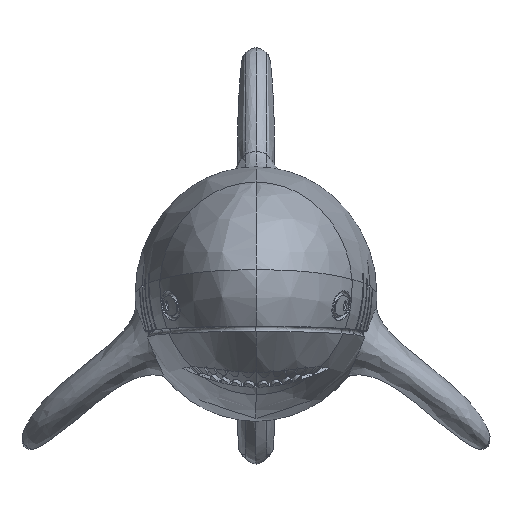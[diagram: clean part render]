
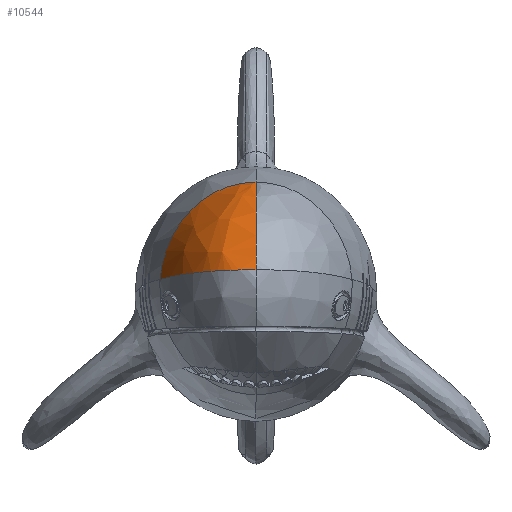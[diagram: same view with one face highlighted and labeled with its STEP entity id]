
A CAD part, front view. The second image highlights one B-rep face of the part: STEP entity #10544.
In plain terms, the highlighted free-form (B-spline) face has degree [3, 3] with [7, 6] control points.
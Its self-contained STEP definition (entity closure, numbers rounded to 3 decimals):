
#119=(
BOUNDED_CURVE()
B_SPLINE_CURVE(5,(#21102,#21103,#21104,#21105,#21106,#21107,#21108,#21109,
#21110,#21111,#21112,#21113,#21114,#21115,#21116,#21117,#21118,#21119,#21120),
 .UNSPECIFIED.,.F.,.F.)
B_SPLINE_CURVE_WITH_KNOTS((6,1,1,5,5,1,6),(0.376,0.4,0.45,0.499,
0.499,0.5,0.5),.UNSPECIFIED.)
CURVE()
GEOMETRIC_REPRESENTATION_ITEM()
RATIONAL_B_SPLINE_CURVE((1.,1.,1.,1.,1.,1.,1.,1.,1.,1.,1.,1.,1.,1.,1.,1.,
1.,1.,1.))
REPRESENTATION_ITEM('')
);
#151=ELLIPSE('',#11109,29.217,26.407);
#611=FACE_OUTER_BOUND('',#1218,.T.);
#1218=EDGE_LOOP('',(#7182,#7183,#7184));
#1963=B_SPLINE_CURVE_WITH_KNOTS('',3,(#20233,#20234,#20235,#20236,#20237,
#20238,#20239,#20240,#20241,#20242),.UNSPECIFIED.,.F.,.F.,(4,3,3,4),(-5.643,
-4.031,-2.418,0.),.UNSPECIFIED.);
#3959=VERTEX_POINT('',#13857);
#3960=VERTEX_POINT('',#13862);
#4118=VERTEX_POINT('',#20225);
#5072=EDGE_CURVE('',#3960,#3959,#151,.T.);
#5290=EDGE_CURVE('',#4118,#3959,#1963,.T.);
#5316=EDGE_CURVE('',#3960,#4118,#119,.T.);
#7182=ORIENTED_EDGE('',*,*,#5290,.F.);
#7183=ORIENTED_EDGE('',*,*,#5316,.F.);
#7184=ORIENTED_EDGE('',*,*,#5072,.T.);
#10086=B_SPLINE_SURFACE_WITH_KNOTS('',3,3,((#21060,#21061,#21062,#21063,
#21064,#21065),(#21066,#21067,#21068,#21069,#21070,#21071),(#21072,#21073,
#21074,#21075,#21076,#21077),(#21078,#21079,#21080,#21081,#21082,#21083),
(#21084,#21085,#21086,#21087,#21088,#21089),(#21090,#21091,#21092,#21093,
#21094,#21095),(#21096,#21097,#21098,#21099,#21100,#21101)),
 .UNSPECIFIED.,.F.,.F.,.F.,(4,1,1,1,4),(4,1,1,4),(0.,0.136,
0.272,0.408,0.476),(0.,0.286,
0.571,1.),.UNSPECIFIED.);
#10544=ADVANCED_FACE('',(#611),#10086,.F.);
#11109=AXIS2_PLACEMENT_3D('',#13863,#11339,#11340);
#11339=DIRECTION('center_axis',(0.,-0.998,
0.064));
#11340=DIRECTION('ref_axis',(0.,0.064,0.998));
#13857=CARTESIAN_POINT('',(-26.31,-95.19,-13.158));
#13862=CARTESIAN_POINT('',(0.,-93.47,13.499));
#13863=CARTESIAN_POINT('Origin',(0.,-95.351,
-15.657));
#20225=CARTESIAN_POINT('',(0.,-128.835,-10.555));
#20233=CARTESIAN_POINT('Ctrl Pts',(0.,-128.835,-10.555));
#20234=CARTESIAN_POINT('Ctrl Pts',(-3.49,-128.835,
-10.555));
#20235=CARTESIAN_POINT('Ctrl Pts',(-6.692,-127.765,
-10.637));
#20236=CARTESIAN_POINT('Ctrl Pts',(-9.61,-125.709,
-10.796));
#20237=CARTESIAN_POINT('Ctrl Pts',(-12.527,-123.654,
-10.955));
#20238=CARTESIAN_POINT('Ctrl Pts',(-15.161,-120.613,
-11.191));
#20239=CARTESIAN_POINT('Ctrl Pts',(-17.519,-116.79,
-11.487));
#20240=CARTESIAN_POINT('Ctrl Pts',(-21.057,-111.055,
-11.93));
#20241=CARTESIAN_POINT('Ctrl Pts',(-23.978,-103.561,
-12.51));
#20242=CARTESIAN_POINT('Ctrl Pts',(-26.31,-95.19,
-13.158));
#21060=CARTESIAN_POINT('Ctrl Pts',(0.,-93.47,13.499));
#21061=CARTESIAN_POINT('Ctrl Pts',(0.,-93.47,13.499));
#21062=CARTESIAN_POINT('Ctrl Pts',(0.,-93.47,
13.499));
#21063=CARTESIAN_POINT('Ctrl Pts',(0.,-93.47,
13.499));
#21064=CARTESIAN_POINT('Ctrl Pts',(0.,-93.47,
13.499));
#21065=CARTESIAN_POINT('Ctrl Pts',(0.,-93.47,
13.499));
#21066=CARTESIAN_POINT('Ctrl Pts',(0.,-98.861,12.338));
#21067=CARTESIAN_POINT('Ctrl Pts',(-0.449,-98.653,
12.472));
#21068=CARTESIAN_POINT('Ctrl Pts',(-1.293,-98.017,
12.722));
#21069=CARTESIAN_POINT('Ctrl Pts',(-2.58,-96.271,
13.116));
#21070=CARTESIAN_POINT('Ctrl Pts',(-3.337,-94.579,
13.36));
#21071=CARTESIAN_POINT('Ctrl Pts',(-3.735,-93.47,
13.499));
#21072=CARTESIAN_POINT('Ctrl Pts',(0.,-108.968,9.441));
#21073=CARTESIAN_POINT('Ctrl Pts',(-1.387,-108.601,
9.736));
#21074=CARTESIAN_POINT('Ctrl Pts',(-3.989,-107.097,
10.279));
#21075=CARTESIAN_POINT('Ctrl Pts',(-7.906,-102.139,
11.067));
#21076=CARTESIAN_POINT('Ctrl Pts',(-10.109,-96.981,11.5));
#21077=CARTESIAN_POINT('Ctrl Pts',(-11.202,-93.584,
11.722));
#21078=CARTESIAN_POINT('Ctrl Pts',(0.,-120.782,3.009));
#21079=CARTESIAN_POINT('Ctrl Pts',(-2.638,-120.595,
3.302));
#21080=CARTESIAN_POINT('Ctrl Pts',(-7.537,-118.612,
3.769));
#21081=CARTESIAN_POINT('Ctrl Pts',(-14.724,-110.09,
4.204));
#21082=CARTESIAN_POINT('Ctrl Pts',(-18.584,-100.468,
4.238));
#21083=CARTESIAN_POINT('Ctrl Pts',(-20.419,-94.069,
4.205));
#21084=CARTESIAN_POINT('Ctrl Pts',(0.,-126.869,-4.121));
#21085=CARTESIAN_POINT('Ctrl Pts',(-3.325,-126.88,-3.966));
#21086=CARTESIAN_POINT('Ctrl Pts',(-9.435,-124.838,
-3.816));
#21087=CARTESIAN_POINT('Ctrl Pts',(-18.24,-114.64,
-4.067));
#21088=CARTESIAN_POINT('Ctrl Pts',(-22.878,-102.676,
-4.608));
#21089=CARTESIAN_POINT('Ctrl Pts',(-25.08,-94.663,
-4.996));
#21090=CARTESIAN_POINT('Ctrl Pts',(0.,-128.515,-8.923));
#21091=CARTESIAN_POINT('Ctrl Pts',(-3.475,-128.533,
-8.882));
#21092=CARTESIAN_POINT('Ctrl Pts',(-9.849,-126.428,
-8.968));
#21093=CARTESIAN_POINT('Ctrl Pts',(-19.011,-115.848,-9.65));
#21094=CARTESIAN_POINT('Ctrl Pts',(-23.841,-103.402,
-10.516));
#21095=CARTESIAN_POINT('Ctrl Pts',(-26.15,-95.057,
-11.104));
#21096=CARTESIAN_POINT('Ctrl Pts',(0.,-128.835,-10.555));
#21097=CARTESIAN_POINT('Ctrl Pts',(-3.49,-128.835,
-10.555));
#21098=CARTESIAN_POINT('Ctrl Pts',(-9.894,-126.695,-10.72));
#21099=CARTESIAN_POINT('Ctrl Pts',(-19.11,-116.052,
-11.544));
#21100=CARTESIAN_POINT('Ctrl Pts',(-23.978,-103.561,
-12.51));
#21101=CARTESIAN_POINT('Ctrl Pts',(-26.31,-95.19,
-13.158));
#21102=CARTESIAN_POINT('Ctrl Pts',(0.,-93.47,13.499));
#21103=CARTESIAN_POINT('Ctrl Pts',(0.,-95.682,13.023));
#21104=CARTESIAN_POINT('Ctrl Pts',(0.,-102.289,11.445));
#21105=CARTESIAN_POINT('Ctrl Pts',(0.,-112.395,8.176));
#21106=CARTESIAN_POINT('Ctrl Pts',(0.,-120.542,3.68));
#21107=CARTESIAN_POINT('Ctrl Pts',(0.,-125.955,-2.225));
#21108=CARTESIAN_POINT('Ctrl Pts',(0.,-128.205,-7.559));
#21109=CARTESIAN_POINT('Ctrl Pts',(0.,-128.784,-10.3));
#21110=CARTESIAN_POINT('Ctrl Pts',(0.,-128.784,-10.304));
#21111=CARTESIAN_POINT('Ctrl Pts',(0.,-128.785,-10.308));
#21112=CARTESIAN_POINT('Ctrl Pts',(0.,-128.786,-10.312));
#21113=CARTESIAN_POINT('Ctrl Pts',(0.,-128.787,-10.316));
#21114=CARTESIAN_POINT('Ctrl Pts',(0.,-128.788,-10.32));
#21115=CARTESIAN_POINT('Ctrl Pts',(0.,-128.796,-10.358));
#21116=CARTESIAN_POINT('Ctrl Pts',(0.,-128.805,-10.405));
#21117=CARTESIAN_POINT('Ctrl Pts',(0.,-128.815,-10.452));
#21118=CARTESIAN_POINT('Ctrl Pts',(0.,-128.824,-10.499));
#21119=CARTESIAN_POINT('Ctrl Pts',(0.,-128.834,-10.546));
#21120=CARTESIAN_POINT('Ctrl Pts',(0.,-128.835,-10.555));
